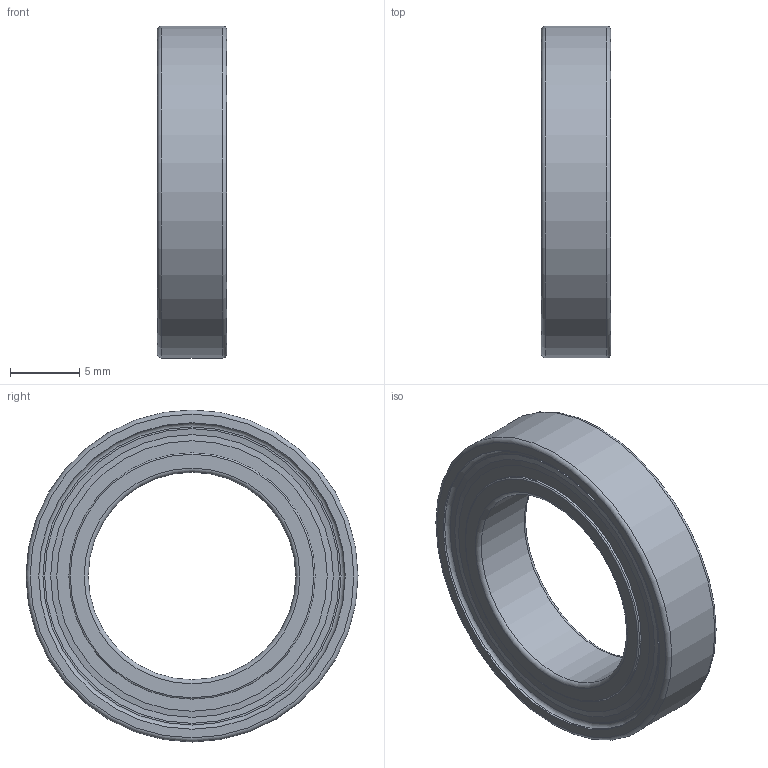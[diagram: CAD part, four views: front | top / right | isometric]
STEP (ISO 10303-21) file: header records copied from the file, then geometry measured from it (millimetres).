
FILE_DESCRIPTION( ( 'STEP AP214' ), '1' );
FILE_NAME( 'SKF_61802-2RS1.stp', '2021-07-11T22:27:02', ( 'License CC BY-ND 4.0' ), ( 'CADENAS' ), ' ', 'PARTsolutions', ' ' );
FILE_SCHEMA( ( 'AUTOMOTIVE_DESIGN { 1 0 10303 214 1 1 1 1 }' ) );
Length unit declared in the file: millimetre
Products named in the file (5): SKF_61802-2RS1; _SKF_61802-2RS1_PART1; _SKF_61802-2RS1_PART2; _SKF_61802-2RS1_PART3; _SKF_61802-2RS1_PART4
Assembly tree (30 placements, depth 2):
  SKF_61802-2RS1
    _SKF_61802-2RS1_PART1
    _SKF_61802-2RS1_PART2
    _SKF_61802-2RS1_PART3  x14
    _SKF_61802-2RS1_PART4  x14
Bounding box: 5 x 24 x 24 mm (x, y, z)
Volume: 925.5 mm3; surface area: 2244.4 mm2
Topology: 16 solids, 16 shells, 54 faces, 112 edges, 82 vertices
Faces by surface type: sphere 14, cylinder 12, plane 10, torus 10, cone 8
Full cylindrical faces by diameter (mm): 15 x1, 17.8 x4, 20.95 x2, 21.3 x2, 22.15 x2, 24 x1
Entity records: 1460 total; most frequent: DIRECTION 224, CARTESIAN_POINT 156, AXIS2_PLACEMENT_3D 112, EDGE_LOOP 80, ORIENTED_EDGE 80, FACE_OUTER_BOUND 62, VERTEX_POINT 43, STYLED_ITEM 41
